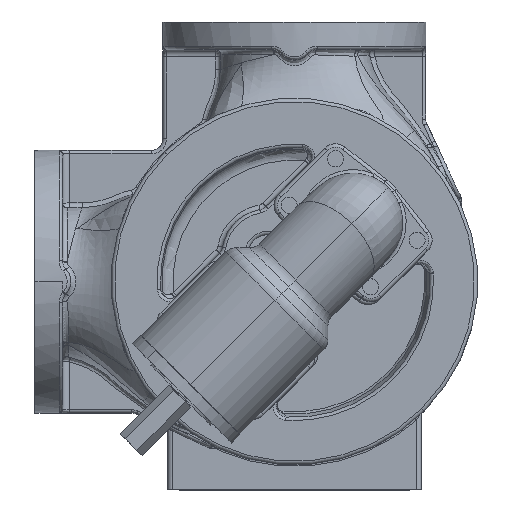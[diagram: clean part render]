
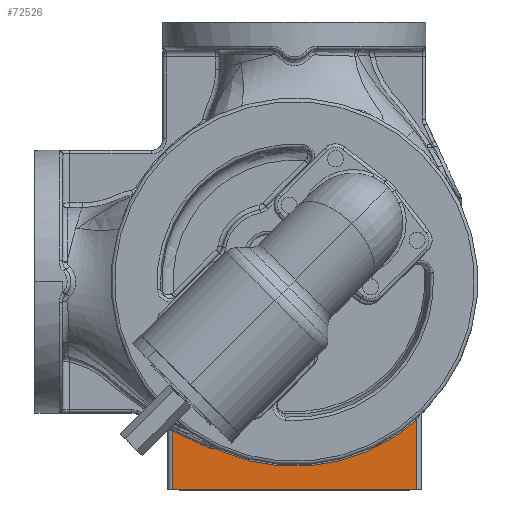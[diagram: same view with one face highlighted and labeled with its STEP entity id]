
A CAD part, top view. The second image highlights one B-rep face of the part: STEP entity #72526.
In plain terms, the highlighted planar face has unit normal (0, 0, 1).
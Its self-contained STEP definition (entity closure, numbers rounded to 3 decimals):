
#15943=CARTESIAN_POINT('',(0.,0.,-2.));
#15944=DIRECTION('',(0.,0.,-1.));
#15945=DIRECTION('',(0.663,-0.749,0.));
#15946=AXIS2_PLACEMENT_3D('',#15943,#15944,#15945);
#15948=DIRECTION('',(-1.,0.,0.));
#15949=VECTOR('',#15948,212.);
#15950=CARTESIAN_POINT('',(106.,-180.,-2.));
#15951=LINE('',#15950,#15949);
#15952=DIRECTION('',(0.,-1.,0.));
#15953=VECTOR('',#15952,60.15);
#15954=CARTESIAN_POINT('',(-106.,-119.85,-2.));
#15955=LINE('',#15954,#15953);
#15956=DIRECTION('',(0.,1.,0.));
#15957=VECTOR('',#15956,60.15);
#15958=CARTESIAN_POINT('',(106.,-180.,-2.));
#15959=LINE('',#15958,#15957);
#16037=CARTESIAN_POINT('',(106.,-119.85,-2.));
#21889=CARTESIAN_POINT('',(-106.,-119.85,-2.));
#25330=VERTEX_POINT('',#21889);
#25332=VERTEX_POINT('',#16037);
#25508=CARTESIAN_POINT('',(106.,-180.,-2.));
#25509=CARTESIAN_POINT('',(-106.,-180.,-2.));
#25510=VERTEX_POINT('',#25508);
#25511=VERTEX_POINT('',#25509);
#72512=CARTESIAN_POINT('',(110.,-183.,-2.));
#72513=DIRECTION('',(0.,0.,1.));
#72514=DIRECTION('',(-1.,0.,0.));
#72515=AXIS2_PLACEMENT_3D('',#72512,#72513,#72514);
#72516=PLANE('',#72515);
#72518=ORIENTED_EDGE('',*,*,#72517,.T.);
#72520=ORIENTED_EDGE('',*,*,#72519,.F.);
#72521=ORIENTED_EDGE('',*,*,#72506,.F.);
#72523=ORIENTED_EDGE('',*,*,#72522,.F.);
#72524=EDGE_LOOP('',(#72518,#72520,#72521,#72523));
#72525=FACE_OUTER_BOUND('',#72524,.F.);
#72526=ADVANCED_FACE('',(#72525),#72516,.T.);
#15947=CIRCLE('',#15946,160.);
#72506=EDGE_CURVE('',#25332,#25330,#15947,.T.);
#72517=EDGE_CURVE('',#25510,#25511,#15951,.T.);
#72519=EDGE_CURVE('',#25330,#25511,#15955,.T.);
#72522=EDGE_CURVE('',#25510,#25332,#15959,.T.);
